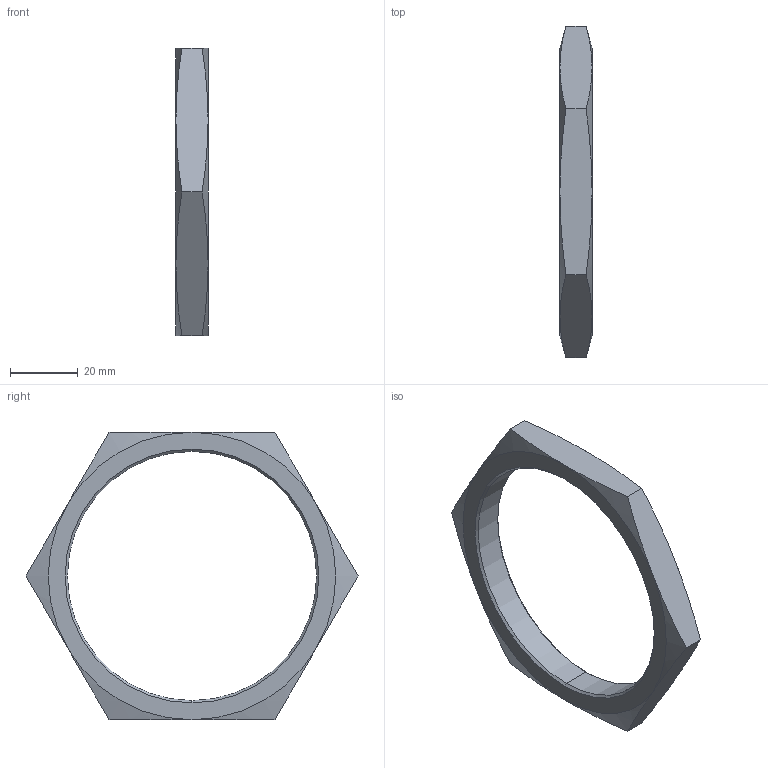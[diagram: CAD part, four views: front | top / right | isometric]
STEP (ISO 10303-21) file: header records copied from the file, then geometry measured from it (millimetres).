
FILE_DESCRIPTION (( 'STEP AP203' ), '1' );
FILE_NAME ('Locknut M75 Alu.STEP', '2016-09-19T13:13:02', ( '' ), ( '' ), 'SwSTEP 2.0', 'SolidWorks 2014', '' );
FILE_SCHEMA (( 'CONFIG_CONTROL_DESIGN' ));
Length unit declared in the file: millimetre
Products named in the file (1): Locknut M75 Alu
Bounding box: 9.5 x 98.15 x 85 mm (x, y, z)
Volume: 18218.7 mm3; surface area: 8490.5 mm2
Topology: 1 solids, 1 shells, 26 faces, 56 edges, 32 vertices
Faces by surface type: cone 16, plane 8, cylinder 2
Entity records: 845 total; most frequent: CARTESIAN_POINT 235, ORIENTED_EDGE 112, DIRECTION 106, EDGE_CURVE 56, AXIS2_PLACEMENT_3D 47, VERTEX_POINT 32, EDGE_LOOP 28, ADVANCED_FACE 26
